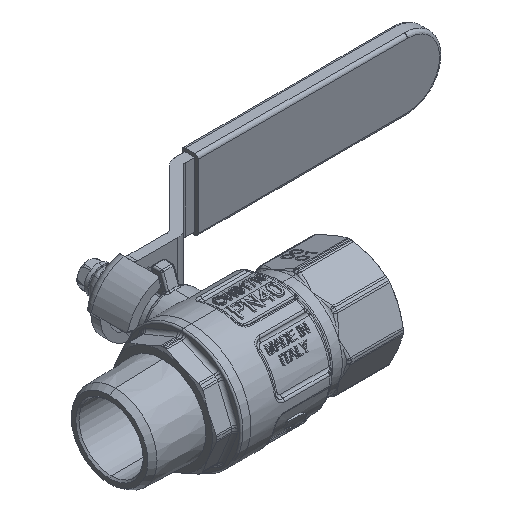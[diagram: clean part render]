
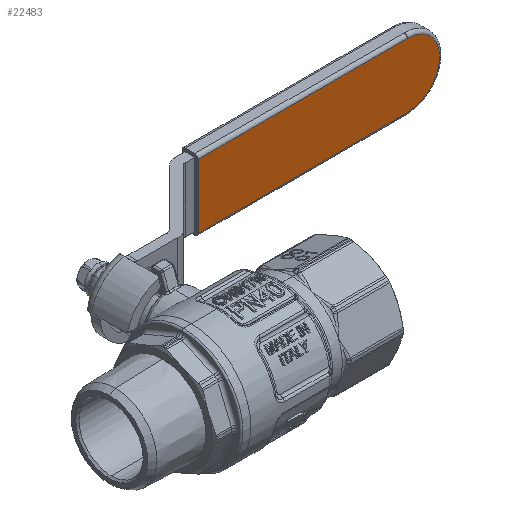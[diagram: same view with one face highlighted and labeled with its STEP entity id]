
A CAD part, isometric view. The second image highlights one B-rep face of the part: STEP entity #22483.
In plain terms, the highlighted planar face has unit normal (0, -1, 0).
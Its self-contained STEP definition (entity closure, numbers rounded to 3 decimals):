
#269 = CARTESIAN_POINT ( 'NONE',  ( 103.659, 51.8, -9.984 ) ) ;
#364 = B_SPLINE_CURVE_WITH_KNOTS ( 'NONE', 3,
 ( #38329, #23124, #269, #26957, #4126, #30823, #8011, #34658, #11849, #38500, #15664, #42327, #19460, #46218, #23284, #429, #27123, #4294, #30987, #8177, #34815, #11995, #38655, #15818, #42482, #19621, #46383, #23448, #581, #27284, #4454, #31143, #8325, #34989, #12155, #38806, #15992, #42653, #19779, #46543, #23603, #747, #27447, #4620, #31300, #8482 ),
 .UNSPECIFIED., .F., .F.,
 ( 4, 2, 2, 2, 2, 2, 2, 2, 2, 2, 2, 2, 2, 2, 2, 2, 2, 2, 2, 2, 2, 2, 4 ),
 ( 0., 0.001, 0.002, 0.004, 0.006, 0.008, 0.009, 0.01, 0.012, 0.014, 0.015, 0.016, 0.018, 0.02, 0.022, 0.023, 0.024, 0.025, 0.026, 0.028, 0.029, 0.03, 0.032 ),
 .UNSPECIFIED. ) ;
#429 = CARTESIAN_POINT ( 'NONE',  ( 111.679, 51.8, -5.008 ) ) ;
#581 = CARTESIAN_POINT ( 'NONE',  ( 111.681, 51.8, 5.006 ) ) ;
#747 = CARTESIAN_POINT ( 'NONE',  ( 105.596, 51.8, 9.663 ) ) ;
#2030 = DIRECTION ( 'NONE',  ( 0., -1., 0. ) ) ;
#3836 = CARTESIAN_POINT ( 'NONE',  ( 103., 51.8, -10. ) ) ;
#3896 = CARTESIAN_POINT ( 'NONE',  ( 95.78, 51.8, -10. ) ) ;
#3904 = CARTESIAN_POINT ( 'NONE',  ( 88.559, 51.8, -10. ) ) ;
#4068 = CARTESIAN_POINT ( 'NONE',  ( 81.339, 51.8, -10. ) ) ;
#4076 = CARTESIAN_POINT ( 'NONE',  ( 80.846, 51.8, -10. ) ) ;
#4126 = CARTESIAN_POINT ( 'NONE',  ( 104.641, 51.8, -9.87 ) ) ;
#4137 = CARTESIAN_POINT ( 'NONE',  ( 80.353, 51.8, -10. ) ) ;
#4240 = CARTESIAN_POINT ( 'NONE',  ( 79.86, 51.8, -10. ) ) ;
#4290 = CARTESIAN_POINT ( 'NONE',  ( 103., 51.8, 10. ) ) ;
#4294 = CARTESIAN_POINT ( 'NONE',  ( 112.493, 51.8, -3.212 ) ) ;
#4301 = CARTESIAN_POINT ( 'NONE',  ( 69.193, 51.8, -10. ) ) ;
#4399 = CARTESIAN_POINT ( 'NONE',  ( 58.527, 51.8, -10. ) ) ;
#4454 = CARTESIAN_POINT ( 'NONE',  ( 110.936, 51.8, 6.092 ) ) ;
#4474 = CARTESIAN_POINT ( 'NONE',  ( 37.86, 51.8, 10. ) ) ;
#4566 = CARTESIAN_POINT ( 'NONE',  ( 47.86, 51.8, -10. ) ) ;
#4620 = CARTESIAN_POINT ( 'NONE',  ( 104.312, 51.8, 9.935 ) ) ;
#4623 = CARTESIAN_POINT ( 'NONE',  ( 45.193, 51.8, -10. ) ) ;
#4631 = CARTESIAN_POINT ( 'NONE',  ( 42.527, 51.8, -10. ) ) ;
#4782 = CARTESIAN_POINT ( 'NONE',  ( 39.86, 51.8, -10. ) ) ;
#4789 = CARTESIAN_POINT ( 'NONE',  ( 39.193, 51.8, -10. ) ) ;
#5877 = CARTESIAN_POINT ( 'NONE',  ( 38.527, 51.8, -10. ) ) ;
#6032 = CARTESIAN_POINT ( 'NONE',  ( 37.86, 51.8, -10. ) ) ;
#7349 = VERTEX_POINT ( 'NONE', #13653 ) ;
#8011 = CARTESIAN_POINT ( 'NONE',  ( 106.231, 51.8, -9.486 ) ) ;
#8177 = CARTESIAN_POINT ( 'NONE',  ( 112.871, 51.8, -1.629 ) ) ;
#8325 = CARTESIAN_POINT ( 'NONE',  ( 110.303, 51.8, 6.839 ) ) ;
#8482 = CARTESIAN_POINT ( 'NONE',  ( 103., 51.8, 10. ) ) ;
#9454 = CARTESIAN_POINT ( 'NONE',  ( 96.332, 51.8, 10. ) ) ;
#9582 = PLANE ( 'NONE',  #16554 ) ;
#10237 = FACE_OUTER_BOUND ( 'NONE', #39484, .T. ) ;
#10613 = EDGE_CURVE ( 'NONE', #11763, #7349, #17481, .T. ) ;
#11763 = VERTEX_POINT ( 'NONE', #28772 ) ;
#11849 = CARTESIAN_POINT ( 'NONE',  ( 108.021, 51.8, -8.672 ) ) ;
#11924 = ORIENTED_EDGE ( 'NONE', *, *, #36800, .T. ) ;
#11995 = CARTESIAN_POINT ( 'NONE',  ( 112.984, 51.8, -0.653 ) ) ;
#12155 = CARTESIAN_POINT ( 'NONE',  ( 109.601, 51.8, 7.518 ) ) ;
#13277 = CARTESIAN_POINT ( 'NONE',  ( 89.663, 51.8, 10. ) ) ;
#13522 = ORIENTED_EDGE ( 'NONE', *, *, #19606, .T. ) ;
#13653 = CARTESIAN_POINT ( 'NONE',  ( 103., 51.8, -10. ) ) ;
#14479 = ORIENTED_EDGE ( 'NONE', *, *, #10613, .T. ) ;
#15664 = CARTESIAN_POINT ( 'NONE',  ( 109.61, 51.8, -7.532 ) ) ;
#15818 = CARTESIAN_POINT ( 'NONE',  ( 113., 51.8, 0.661 ) ) ;
#15992 = CARTESIAN_POINT ( 'NONE',  ( 108.831, 51.8, 8.13 ) ) ;
#16554 = AXIS2_PLACEMENT_3D ( 'NONE', #21010, #2030, #28721 ) ;
#16558 = DIRECTION ( 'NONE',  ( 0., 0., -1. ) ) ;
#17050 = CARTESIAN_POINT ( 'NONE',  ( 37.86, 51.8, 11. ) ) ;
#17114 = CARTESIAN_POINT ( 'NONE',  ( 67.95, 51.8, 10. ) ) ;
#17344 = B_SPLINE_CURVE_WITH_KNOTS ( 'NONE', 3,
 ( #20742, #9454, #13277, #39931, #17114, #43782, #20887 ),
 .UNSPECIFIED., .F., .F.,
 ( 4, 3, 4 ),
 ( 0., 0.02, 0.065 ),
 .UNSPECIFIED. ) ;
#17481 = B_SPLINE_CURVE_WITH_KNOTS ( 'NONE', 3,
 ( #6032, #5877, #4789, #4782, #4631, #4623, #4566, #4399, #4301, #4240, #4137, #4076, #4068, #3904, #3896, #3836 ),
 .UNSPECIFIED., .F., .F.,
 ( 4, 3, 3, 3, 3, 4 ),
 ( 0., 0.002, 0.01, 0.042, 0.043, 0.065 ),
 .UNSPECIFIED. ) ;
#18737 = LINE ( 'NONE', #17050, #39009 ) ;
#19460 = CARTESIAN_POINT ( 'NONE',  ( 110.527, 51.8, -6.591 ) ) ;
#19606 = EDGE_CURVE ( 'NONE', #27376, #11763, #18737, .T. ) ;
#19621 = CARTESIAN_POINT ( 'NONE',  ( 112.68, 51.8, 2.59 ) ) ;
#19779 = CARTESIAN_POINT ( 'NONE',  ( 107.436, 51.8, 8.986 ) ) ;
#20742 = CARTESIAN_POINT ( 'NONE',  ( 103., 51.8, 10. ) ) ;
#20887 = CARTESIAN_POINT ( 'NONE',  ( 37.86, 51.8, 10. ) ) ;
#21010 = CARTESIAN_POINT ( 'NONE',  ( 37.86, 51.8, 11. ) ) ;
#21016 = EDGE_CURVE ( 'NONE', #7349, #42420, #364, .T. ) ;
#22483 = ADVANCED_FACE ( 'NONE', ( #10237 ), #9582, .T. ) ;
#23124 = CARTESIAN_POINT ( 'NONE',  ( 103.33, 51.8, -10. ) ) ;
#23284 = CARTESIAN_POINT ( 'NONE',  ( 111.137, 51.8, -5.821 ) ) ;
#23448 = CARTESIAN_POINT ( 'NONE',  ( 111.988, 51.8, 4.432 ) ) ;
#23603 = CARTESIAN_POINT ( 'NONE',  ( 106.225, 51.8, 9.471 ) ) ;
#26957 = CARTESIAN_POINT ( 'NONE',  ( 104.314, 51.8, -9.919 ) ) ;
#27123 = CARTESIAN_POINT ( 'NONE',  ( 111.988, 51.8, -4.433 ) ) ;
#27284 = CARTESIAN_POINT ( 'NONE',  ( 111.133, 51.8, 5.826 ) ) ;
#27376 = VERTEX_POINT ( 'NONE', #4474 ) ;
#27447 = CARTESIAN_POINT ( 'NONE',  ( 105.275, 51.8, 9.743 ) ) ;
#28721 = DIRECTION ( 'NONE',  ( 1., 0., 0. ) ) ;
#28772 = CARTESIAN_POINT ( 'NONE',  ( 37.86, 51.8, -10. ) ) ;
#30823 = CARTESIAN_POINT ( 'NONE',  ( 105.608, 51.8, -9.676 ) ) ;
#30987 = CARTESIAN_POINT ( 'NONE',  ( 112.681, 51.8, -2.587 ) ) ;
#31143 = CARTESIAN_POINT ( 'NONE',  ( 110.522, 51.8, 6.598 ) ) ;
#31300 = CARTESIAN_POINT ( 'NONE',  ( 103.66, 51.8, 10. ) ) ;
#34658 = CARTESIAN_POINT ( 'NONE',  ( 107.435, 51.8, -8.986 ) ) ;
#34815 = CARTESIAN_POINT ( 'NONE',  ( 112.919, 51.8, -1.306 ) ) ;
#34989 = CARTESIAN_POINT ( 'NONE',  ( 109.843, 51.8, 7.3 ) ) ;
#35237 = ORIENTED_EDGE ( 'NONE', *, *, #21016, .T. ) ;
#36800 = EDGE_CURVE ( 'NONE', #42420, #27376, #17344, .T. ) ;
#38329 = CARTESIAN_POINT ( 'NONE',  ( 103., 51.8, -10. ) ) ;
#38500 = CARTESIAN_POINT ( 'NONE',  ( 109.107, 51.8, -7.945 ) ) ;
#38655 = CARTESIAN_POINT ( 'NONE',  ( 113., 51.8, -0.322 ) ) ;
#38806 = CARTESIAN_POINT ( 'NONE',  ( 109.096, 51.8, 7.933 ) ) ;
#39009 = VECTOR ( 'NONE', #16558, 1000. ) ;
#39484 = EDGE_LOOP ( 'NONE', ( #13522, #14479, #35237, #11924 ) ) ;
#39931 = CARTESIAN_POINT ( 'NONE',  ( 82.995, 51.8, 10. ) ) ;
#42327 = CARTESIAN_POINT ( 'NONE',  ( 110.305, 51.8, -6.837 ) ) ;
#42420 = VERTEX_POINT ( 'NONE', #4290 ) ;
#42482 = CARTESIAN_POINT ( 'NONE',  ( 112.935, 51.8, 1.309 ) ) ;
#42653 = CARTESIAN_POINT ( 'NONE',  ( 108.011, 51.8, 8.678 ) ) ;
#43782 = CARTESIAN_POINT ( 'NONE',  ( 52.905, 51.8, 10. ) ) ;
#46218 = CARTESIAN_POINT ( 'NONE',  ( 110.943, 51.8, -6.083 ) ) ;
#46383 = CARTESIAN_POINT ( 'NONE',  ( 112.487, 51.8, 3.227 ) ) ;
#46543 = CARTESIAN_POINT ( 'NONE',  ( 106.533, 51.8, 9.361 ) ) ;
